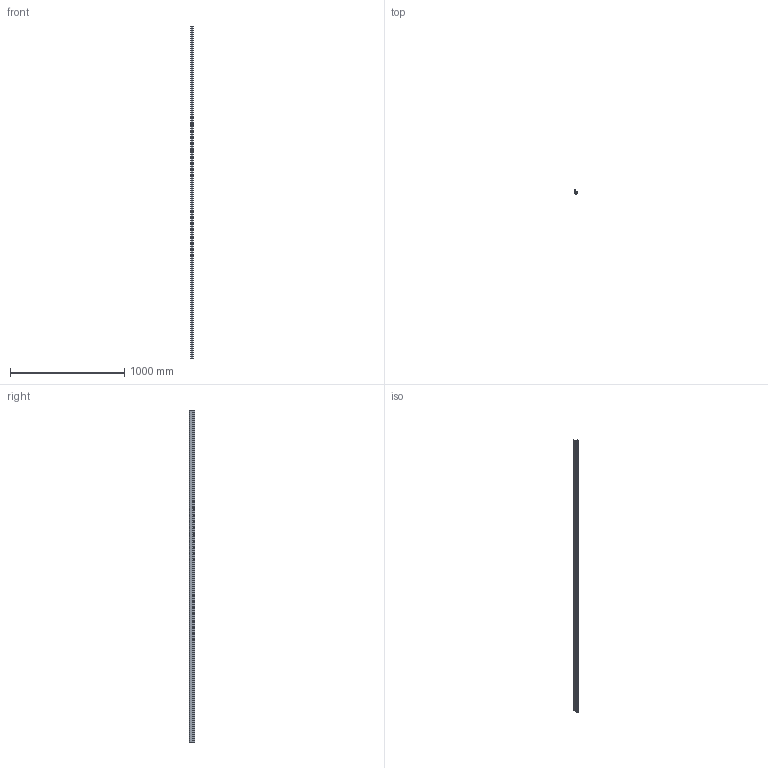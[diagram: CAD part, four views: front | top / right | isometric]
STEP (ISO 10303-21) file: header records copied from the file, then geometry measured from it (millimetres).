
FILE_DESCRIPTION (( 'STEP AP214' ), '1' );
FILE_NAME ('F002319,F002320_3D.step', '2022-11-21T18:12:16', ( '' ), ( '' ), 'SwSTEP 2.0', 'SolidWorks 2020', '' );
FILE_SCHEMA (( 'AUTOMOTIVE_DESIGN' ));
Length unit declared in the file: millimetre
Products named in the file (1): F002319,F002320_3D
Bounding box: 19.6 x 43.95 x 2900 mm (x, y, z)
Volume: 410199.9 mm3; surface area: 414950.8 mm2
Topology: 1 solids, 1 shells, 49 faces, 141 edges, 94 vertices
Faces by surface type: plane 25, cylinder 24
Entity records: 1657 total; most frequent: DIRECTION 289, CARTESIAN_POINT 285, ORIENTED_EDGE 282, EDGE_CURVE 141, AXIS2_PLACEMENT_3D 98, VERTEX_POINT 94, VECTOR 93, LINE 93
